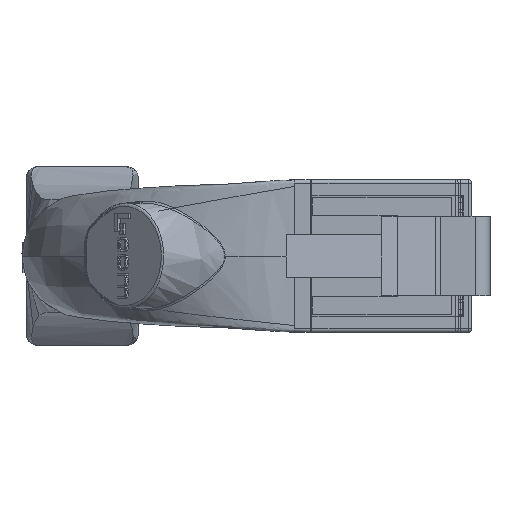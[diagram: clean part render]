
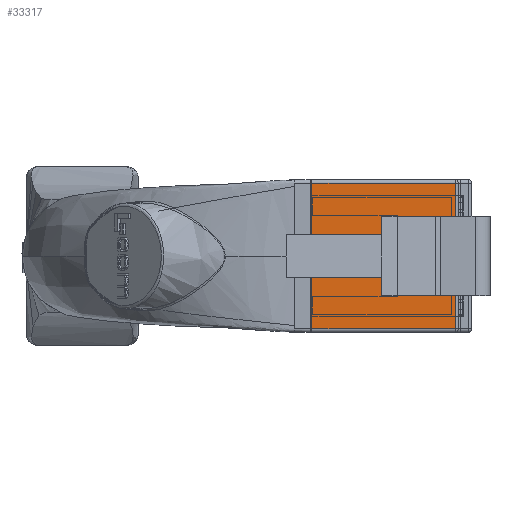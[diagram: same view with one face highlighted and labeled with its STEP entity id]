
A CAD part, left-side view. The second image highlights one B-rep face of the part: STEP entity #33317.
In plain terms, the highlighted face is planar.
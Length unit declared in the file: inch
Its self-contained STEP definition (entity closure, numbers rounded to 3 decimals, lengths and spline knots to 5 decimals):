
#1997 = FACE_OUTER_BOUND ( 'NONE', #17480, .T. ) ;
#3915 = AXIS2_PLACEMENT_3D ( 'NONE', #5341, #5350, #5351 ) ;
#5341 = CARTESIAN_POINT ( 'NONE',  ( -0.23, 0.13, -0.485 ) ) ;
#5348 = PLANE ( 'NONE',  #3915 ) ;
#5350 = DIRECTION ( 'NONE',  ( 0., 1., 0. ) ) ;
#5351 = DIRECTION ( 'NONE',  ( -1., 0., 0. ) ) ;
#6151 = DIRECTION ( 'NONE',  ( -1., 0., 0. ) ) ;
#6162 = CARTESIAN_POINT ( 'NONE',  ( -0.23, 0.13, -0.485 ) ) ;
#6620 = LINE ( 'NONE', #6162, #6622 ) ;
#6622 = VECTOR ( 'NONE', #6151, 39.37008 ) ;
#10990 = LINE ( 'NONE', #14386, #10992 ) ;
#10992 = VECTOR ( 'NONE', #14380, 39.37008 ) ;
#11026 = LINE ( 'NONE', #14438, #11035 ) ;
#11035 = VECTOR ( 'NONE', #14447, 39.37008 ) ;
#11037 = LINE ( 'NONE', #14453, #11040 ) ;
#11039 = LINE ( 'NONE', #14455, #11042 ) ;
#11040 = VECTOR ( 'NONE', #14454, 39.37008 ) ;
#11041 = LINE ( 'NONE', #14457, #11044 ) ;
#11042 = VECTOR ( 'NONE', #14456, 39.37008 ) ;
#11043 = LINE ( 'NONE', #14459, #11046 ) ;
#11044 = VECTOR ( 'NONE', #14458, 39.37008 ) ;
#11045 = LINE ( 'NONE', #14461, #11048 ) ;
#11046 = VECTOR ( 'NONE', #14460, 39.37008 ) ;
#11048 = VECTOR ( 'NONE', #14462, 39.37008 ) ;
#14380 = DIRECTION ( 'NONE',  ( 0., 0., -1. ) ) ;
#14386 = CARTESIAN_POINT ( 'NONE',  ( 0.12, 0.13, 0. ) ) ;
#14438 = CARTESIAN_POINT ( 'NONE',  ( -0.12, 0.13, 0. ) ) ;
#14447 = DIRECTION ( 'NONE',  ( 0., 0., -1. ) ) ;
#14453 = CARTESIAN_POINT ( 'NONE',  ( -0.22, 0.13, -0.485 ) ) ;
#14454 = DIRECTION ( 'NONE',  ( 0., 0., 1. ) ) ;
#14455 = CARTESIAN_POINT ( 'NONE',  ( -0.12, 0.13, -0.05 ) ) ;
#14456 = DIRECTION ( 'NONE',  ( 1., 0., 0. ) ) ;
#14457 = CARTESIAN_POINT ( 'NONE',  ( 0.12, 0.13, -0.11 ) ) ;
#14458 = DIRECTION ( 'NONE',  ( -1., 0., 0. ) ) ;
#14459 = CARTESIAN_POINT ( 'NONE',  ( -0.23, 0.13, -0.05 ) ) ;
#14460 = DIRECTION ( 'NONE',  ( 1., 0., 0. ) ) ;
#14461 = CARTESIAN_POINT ( 'NONE',  ( 0.22, 0.13, -0.485 ) ) ;
#14462 = DIRECTION ( 'NONE',  ( 0., 0., -1. ) ) ;
#17480 = EDGE_LOOP ( 'NONE', ( #35008, #35009, #35010, #35011, #35012, #35013, #35014, #35015 ) ) ;
#18053 = VERTEX_POINT ( 'NONE', #23565 ) ;
#18055 = VERTEX_POINT ( 'NONE', #23567 ) ;
#18085 = VERTEX_POINT ( 'NONE', #23597 ) ;
#18086 = VERTEX_POINT ( 'NONE', #23598 ) ;
#18100 = VERTEX_POINT ( 'NONE', #23612 ) ;
#18103 = VERTEX_POINT ( 'NONE', #23615 ) ;
#18104 = VERTEX_POINT ( 'NONE', #23616 ) ;
#18109 = VERTEX_POINT ( 'NONE', #23619 ) ;
#23565 = CARTESIAN_POINT ( 'NONE',  ( 0.22, 0.13, -0.485 ) ) ;
#23567 = CARTESIAN_POINT ( 'NONE',  ( -0.22, 0.13, -0.485 ) ) ;
#23597 = CARTESIAN_POINT ( 'NONE',  ( 0.12, 0.13, -0.05 ) ) ;
#23598 = CARTESIAN_POINT ( 'NONE',  ( 0.12, 0.13, -0.11 ) ) ;
#23612 = CARTESIAN_POINT ( 'NONE',  ( -0.12, 0.13, -0.11 ) ) ;
#23615 = CARTESIAN_POINT ( 'NONE',  ( -0.22, 0.13, -0.05 ) ) ;
#23616 = CARTESIAN_POINT ( 'NONE',  ( -0.12, 0.13, -0.05 ) ) ;
#23619 = CARTESIAN_POINT ( 'NONE',  ( 0.22, 0.13, -0.05 ) ) ;
#33317 = ADVANCED_FACE ( 'NONE', ( #1997 ), #5348, .T. ) ;
#35008 = ORIENTED_EDGE ( 'NONE', *, *, #39140, .T. ) ;
#35009 = ORIENTED_EDGE ( 'NONE', *, *, #39141, .T. ) ;
#35010 = ORIENTED_EDGE ( 'NONE', *, *, #39137, .T. ) ;
#35011 = ORIENTED_EDGE ( 'NONE', *, *, #39142, .F. ) ;
#35012 = ORIENTED_EDGE ( 'NONE', *, *, #39114, .F. ) ;
#35013 = ORIENTED_EDGE ( 'NONE', *, *, #39143, .T. ) ;
#35014 = ORIENTED_EDGE ( 'NONE', *, *, #39144, .T. ) ;
#35015 = ORIENTED_EDGE ( 'NONE', *, *, #35530, .T. ) ;
#35530 = EDGE_CURVE ( 'NONE', #18053, #18055, #6620, .T. ) ;
#39114 = EDGE_CURVE ( 'NONE', #18085, #18086, #10990, .T. ) ;
#39137 = EDGE_CURVE ( 'NONE', #18104, #18100, #11026, .T. ) ;
#39140 = EDGE_CURVE ( 'NONE', #18055, #18103, #11037, .T. ) ;
#39141 = EDGE_CURVE ( 'NONE', #18103, #18104, #11039, .T. ) ;
#39142 = EDGE_CURVE ( 'NONE', #18086, #18100, #11041, .T. ) ;
#39143 = EDGE_CURVE ( 'NONE', #18085, #18109, #11043, .T. ) ;
#39144 = EDGE_CURVE ( 'NONE', #18109, #18053, #11045, .T. ) ;
